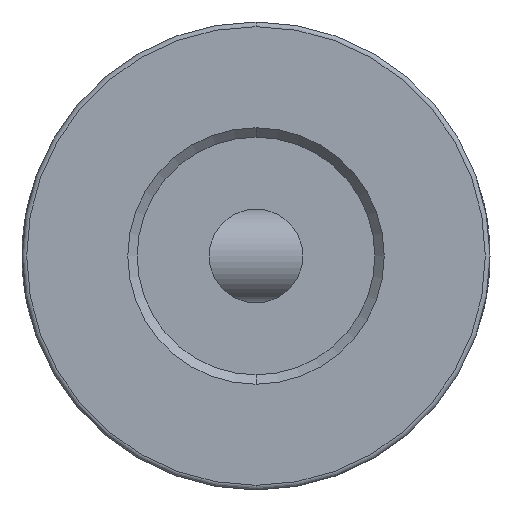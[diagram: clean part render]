
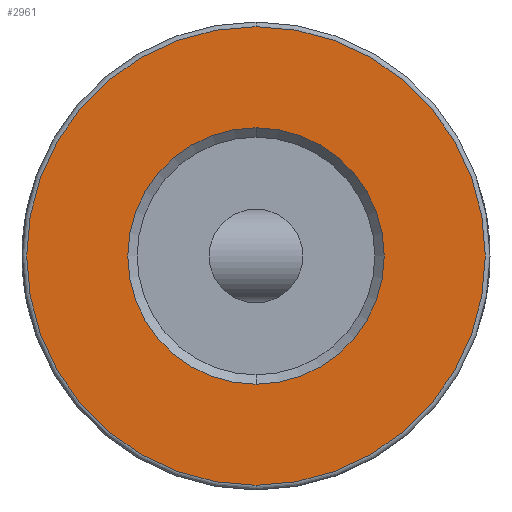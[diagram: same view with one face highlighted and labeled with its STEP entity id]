
A CAD part, front view. The second image highlights one B-rep face of the part: STEP entity #2961.
In plain terms, the highlighted planar face has unit normal (0, -1, 0).
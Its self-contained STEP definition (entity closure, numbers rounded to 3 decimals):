
#5 = EDGE_CURVE ( 'NONE', #1895, #1040, #256, .T. ) ;
#39 = ORIENTED_EDGE ( 'NONE', *, *, #1970, .T. ) ;
#97 = CARTESIAN_POINT ( 'NONE',  ( -22.505, -98.602, 50. ) ) ;
#256 = CIRCLE ( 'NONE', #2214, 6.85 ) ;
#371 = CARTESIAN_POINT ( 'NONE',  ( -22.505, -98.602, 62.25 ) ) ;
#428 = CARTESIAN_POINT ( 'NONE',  ( -22.505, -98.602, 37.75 ) ) ;
#532 = DIRECTION ( 'NONE',  ( 0., 0., 1. ) ) ;
#577 = ORIENTED_EDGE ( 'NONE', *, *, #2241, .T. ) ;
#736 = AXIS2_PLACEMENT_3D ( 'NONE', #1653, #2292, #2815 ) ;
#750 = CARTESIAN_POINT ( 'NONE',  ( -22.505, -98.602, 50. ) ) ;
#794 = CARTESIAN_POINT ( 'NONE',  ( -22.505, -98.602, 50. ) ) ;
#989 = DIRECTION ( 'NONE',  ( 0., 0., 1. ) ) ;
#1040 = VERTEX_POINT ( 'NONE', #1621 ) ;
#1085 = DIRECTION ( 'NONE',  ( 0., 1., 0. ) ) ;
#1121 = EDGE_CURVE ( 'NONE', #3181, #1153, #3401, .T. ) ;
#1153 = VERTEX_POINT ( 'NONE', #371 ) ;
#1273 = DIRECTION ( 'NONE',  ( 0., -1., 0. ) ) ;
#1345 = CARTESIAN_POINT ( 'NONE',  ( -22.505, -98.602, 50. ) ) ;
#1437 = DIRECTION ( 'NONE',  ( 0., -1., 0. ) ) ;
#1621 = CARTESIAN_POINT ( 'NONE',  ( -22.505, -98.602, 43.15 ) ) ;
#1653 = CARTESIAN_POINT ( 'NONE',  ( -22.505, -98.602, 50. ) ) ;
#1663 = EDGE_LOOP ( 'NONE', ( #39, #2705 ) ) ;
#1836 = DIRECTION ( 'NONE',  ( 0., 0., 1. ) ) ;
#1895 = VERTEX_POINT ( 'NONE', #2936 ) ;
#1970 = EDGE_CURVE ( 'NONE', #1040, #1895, #2020, .T. ) ;
#2020 = CIRCLE ( 'NONE', #2144, 6.85 ) ;
#2144 = AXIS2_PLACEMENT_3D ( 'NONE', #794, #2669, #532 ) ;
#2214 = AXIS2_PLACEMENT_3D ( 'NONE', #1345, #1085, #1836 ) ;
#2241 = EDGE_CURVE ( 'NONE', #1153, #3181, #2532, .T. ) ;
#2265 = DIRECTION ( 'NONE',  ( 0., 0., 1. ) ) ;
#2292 = DIRECTION ( 'NONE',  ( 0., 1., 0. ) ) ;
#2454 = EDGE_LOOP ( 'NONE', ( #577, #2486 ) ) ;
#2486 = ORIENTED_EDGE ( 'NONE', *, *, #1121, .T. ) ;
#2532 = CIRCLE ( 'NONE', #2702, 12.25 ) ;
#2571 = AXIS2_PLACEMENT_3D ( 'NONE', #97, #1437, #2265 ) ;
#2669 = DIRECTION ( 'NONE',  ( 0., 1., 0. ) ) ;
#2702 = AXIS2_PLACEMENT_3D ( 'NONE', #750, #1273, #989 ) ;
#2705 = ORIENTED_EDGE ( 'NONE', *, *, #5, .T. ) ;
#2720 = FACE_OUTER_BOUND ( 'NONE', #2454, .T. ) ;
#2815 = DIRECTION ( 'NONE',  ( 0., 0., 1. ) ) ;
#2936 = CARTESIAN_POINT ( 'NONE',  ( -22.505, -98.602, 56.85 ) ) ;
#2961 = ADVANCED_FACE ( 'NONE', ( #2720, #3245 ), #2987, .F. ) ;
#2987 = PLANE ( 'NONE',  #736 ) ;
#3181 = VERTEX_POINT ( 'NONE', #428 ) ;
#3245 = FACE_BOUND ( 'NONE', #1663, .T. ) ;
#3401 = CIRCLE ( 'NONE', #2571, 12.25 ) ;
